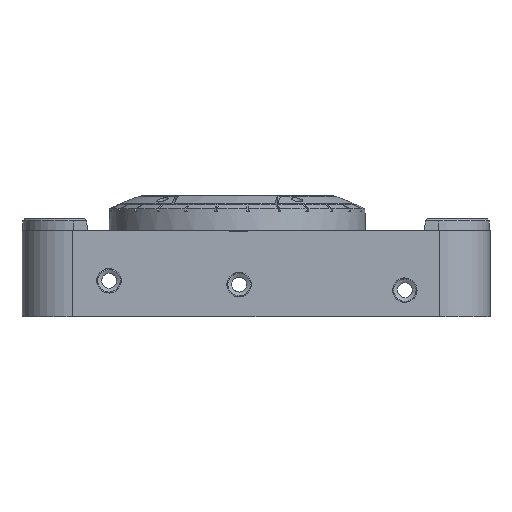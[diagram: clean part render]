
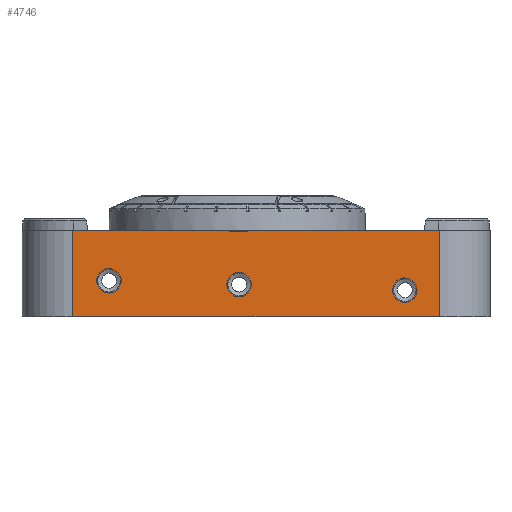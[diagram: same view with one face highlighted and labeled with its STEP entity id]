
A CAD part, left-side view. The second image highlights one B-rep face of the part: STEP entity #4746.
In plain terms, the highlighted planar face has unit normal (-1, 0, 0).
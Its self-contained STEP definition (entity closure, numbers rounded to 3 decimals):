
#3133=FACE_BOUND('',#7550,.T.);
#3134=FACE_BOUND('',#7551,.T.);
#3135=FACE_BOUND('',#7552,.T.);
#3136=FACE_BOUND('',#7553,.T.);
#3137=FACE_BOUND('',#7554,.T.);
#3138=FACE_BOUND('',#7555,.T.);
#3139=FACE_BOUND('',#7556,.T.);
#3819=CIRCLE('',#22472,6.55);
#3820=CIRCLE('',#22473,6.45);
#3821=CIRCLE('',#22474,6.55);
#3822=CIRCLE('',#22475,6.45);
#3823=CIRCLE('',#22476,6.55);
#3824=CIRCLE('',#22477,6.45);
#3825=CIRCLE('',#22478,6.);
#3826=CIRCLE('',#22479,6.);
#3827=CIRCLE('',#22480,6.);
#4746=ADVANCED_FACE('',(#3133,#3134,#3135,#3136,#3137,#3138,#3139),#5720,
 .F.);
#5720=PLANE('',#22481);
#7550=EDGE_LOOP('',(#10514,#10515,#10516,#10517));
#7551=EDGE_LOOP('',(#10518,#10519,#10520,#10521));
#7552=EDGE_LOOP('',(#10522,#10523,#10524,#10525));
#7553=EDGE_LOOP('',(#10526,#10527,#10528,#10529,#10530,#10531,#10532,#10533));
#7554=EDGE_LOOP('',(#10534));
#7555=EDGE_LOOP('',(#10535));
#7556=EDGE_LOOP('',(#10536));
#10514=ORIENTED_EDGE('',*,*,#17757,.F.);
#10515=ORIENTED_EDGE('',*,*,#17758,.T.);
#10516=ORIENTED_EDGE('',*,*,#17759,.F.);
#10517=ORIENTED_EDGE('',*,*,#17760,.F.);
#10518=ORIENTED_EDGE('',*,*,#17761,.F.);
#10519=ORIENTED_EDGE('',*,*,#17762,.T.);
#10520=ORIENTED_EDGE('',*,*,#17763,.F.);
#10521=ORIENTED_EDGE('',*,*,#17764,.F.);
#10522=ORIENTED_EDGE('',*,*,#17765,.F.);
#10523=ORIENTED_EDGE('',*,*,#17766,.T.);
#10524=ORIENTED_EDGE('',*,*,#17767,.F.);
#10525=ORIENTED_EDGE('',*,*,#17768,.F.);
#10526=ORIENTED_EDGE('',*,*,#17769,.F.);
#10527=ORIENTED_EDGE('',*,*,#17544,.T.);
#10528=ORIENTED_EDGE('',*,*,#17731,.T.);
#10529=ORIENTED_EDGE('',*,*,#17656,.F.);
#10530=ORIENTED_EDGE('',*,*,#17733,.T.);
#10531=ORIENTED_EDGE('',*,*,#17404,.T.);
#10532=ORIENTED_EDGE('',*,*,#17770,.T.);
#10533=ORIENTED_EDGE('',*,*,#17771,.F.);
#10534=ORIENTED_EDGE('',*,*,#17772,.F.);
#10535=ORIENTED_EDGE('',*,*,#17773,.F.);
#10536=ORIENTED_EDGE('',*,*,#17774,.F.);
#15214=VERTEX_POINT('',#33640);
#15215=VERTEX_POINT('',#33642);
#15354=VERTEX_POINT('',#34082);
#15355=VERTEX_POINT('',#34084);
#15466=VERTEX_POINT('',#34459);
#15467=VERTEX_POINT('',#34461);
#15552=VERTEX_POINT('',#34710);
#15553=VERTEX_POINT('',#34711);
#15554=VERTEX_POINT('',#34713);
#15555=VERTEX_POINT('',#34715);
#15556=VERTEX_POINT('',#34718);
#15557=VERTEX_POINT('',#34719);
#15558=VERTEX_POINT('',#34721);
#15559=VERTEX_POINT('',#34723);
#15560=VERTEX_POINT('',#34726);
#15561=VERTEX_POINT('',#34727);
#15562=VERTEX_POINT('',#34729);
#15563=VERTEX_POINT('',#34731);
#15564=VERTEX_POINT('',#34734);
#15565=VERTEX_POINT('',#34736);
#15566=VERTEX_POINT('',#34739);
#15567=VERTEX_POINT('',#34741);
#15568=VERTEX_POINT('',#34743);
#17404=EDGE_CURVE('',#15215,#15214,#19855,.T.);
#17544=EDGE_CURVE('',#15355,#15354,#19935,.T.);
#17656=EDGE_CURVE('',#15466,#15467,#19958,.T.);
#17731=EDGE_CURVE('',#15354,#15467,#19985,.T.);
#17733=EDGE_CURVE('',#15466,#15215,#19987,.T.);
#17757=EDGE_CURVE('',#15552,#15553,#3819,.T.);
#17758=EDGE_CURVE('',#15552,#15554,#20002,.T.);
#17759=EDGE_CURVE('',#15555,#15554,#3820,.T.);
#17760=EDGE_CURVE('',#15553,#15555,#20003,.T.);
#17761=EDGE_CURVE('',#15556,#15557,#3821,.T.);
#17762=EDGE_CURVE('',#15556,#15558,#20004,.T.);
#17763=EDGE_CURVE('',#15559,#15558,#3822,.T.);
#17764=EDGE_CURVE('',#15557,#15559,#20005,.T.);
#17765=EDGE_CURVE('',#15560,#15561,#3823,.T.);
#17766=EDGE_CURVE('',#15560,#15562,#20006,.T.);
#17767=EDGE_CURVE('',#15563,#15562,#3824,.T.);
#17768=EDGE_CURVE('',#15561,#15563,#20007,.T.);
#17769=EDGE_CURVE('',#15355,#15564,#20008,.T.);
#17770=EDGE_CURVE('',#15214,#15565,#20009,.T.);
#17771=EDGE_CURVE('',#15564,#15565,#20010,.T.);
#17772=EDGE_CURVE('',#15566,#15566,#3825,.T.);
#17773=EDGE_CURVE('',#15567,#15567,#3826,.T.);
#17774=EDGE_CURVE('',#15568,#15568,#3827,.T.);
#19855=LINE('',#33641,#20917);
#19935=LINE('',#34083,#20997);
#19958=LINE('',#34460,#21020);
#19985=LINE('',#34660,#21047);
#19987=LINE('',#34663,#21049);
#20002=LINE('',#34712,#21064);
#20003=LINE('',#34716,#21065);
#20004=LINE('',#34720,#21066);
#20005=LINE('',#34724,#21067);
#20006=LINE('',#34728,#21068);
#20007=LINE('',#34732,#21069);
#20008=LINE('',#34733,#21070);
#20009=LINE('',#34735,#21071);
#20010=LINE('',#34737,#21072);
#20917=VECTOR('',#25197,1.);
#20997=VECTOR('',#25377,1.);
#21020=VECTOR('',#25550,1.);
#21047=VECTOR('',#25679,1.);
#21049=VECTOR('',#25683,1.);
#21064=VECTOR('',#25728,1.);
#21065=VECTOR('',#25731,1.);
#21066=VECTOR('',#25734,1.);
#21067=VECTOR('',#25737,1.);
#21068=VECTOR('',#25740,1.);
#21069=VECTOR('',#25743,1.);
#21070=VECTOR('',#25744,1.);
#21071=VECTOR('',#25745,1.);
#21072=VECTOR('',#25746,1.);
#22472=AXIS2_PLACEMENT_3D('',#34709,#25726,#25727);
#22473=AXIS2_PLACEMENT_3D('',#34714,#25729,#25730);
#22474=AXIS2_PLACEMENT_3D('',#34717,#25732,#25733);
#22475=AXIS2_PLACEMENT_3D('',#34722,#25735,#25736);
#22476=AXIS2_PLACEMENT_3D('',#34725,#25738,#25739);
#22477=AXIS2_PLACEMENT_3D('',#34730,#25741,#25742);
#22478=AXIS2_PLACEMENT_3D('',#34738,#25747,#25748);
#22479=AXIS2_PLACEMENT_3D('',#34740,#25749,#25750);
#22480=AXIS2_PLACEMENT_3D('',#34742,#25751,#25752);
#22481=AXIS2_PLACEMENT_3D('',#34744,#25753,#25754);
#25197=DIRECTION('',(0.,1.,0.));
#25377=DIRECTION('',(0.,1.,0.));
#25550=DIRECTION('',(0.,1.,0.));
#25679=DIRECTION('',(0.,0.,-1.));
#25683=DIRECTION('',(0.,0.,1.));
#25726=DIRECTION('',(-1.,0.,0.));
#25727=DIRECTION('',(0.,0.,-1.));
#25728=DIRECTION('',(0.,0.,-1.));
#25729=DIRECTION('',(1.,0.,0.));
#25730=DIRECTION('',(0.,0.,-1.));
#25731=DIRECTION('',(0.,1.,0.));
#25732=DIRECTION('',(-1.,0.,0.));
#25733=DIRECTION('',(0.,0.,-1.));
#25734=DIRECTION('',(0.,0.,-1.));
#25735=DIRECTION('',(1.,0.,0.));
#25736=DIRECTION('',(0.,0.,-1.));
#25737=DIRECTION('',(0.,1.,0.));
#25738=DIRECTION('',(-1.,0.,0.));
#25739=DIRECTION('',(0.,0.,-1.));
#25740=DIRECTION('',(0.,0.,-1.));
#25741=DIRECTION('',(1.,0.,0.));
#25742=DIRECTION('',(0.,0.,-1.));
#25743=DIRECTION('',(0.,1.,0.));
#25744=DIRECTION('',(0.,0.,-1.));
#25745=DIRECTION('',(0.,0.,-1.));
#25746=DIRECTION('',(0.,-1.,0.));
#25747=DIRECTION('',(-1.,0.,0.));
#25748=DIRECTION('',(0.,0.,-1.));
#25749=DIRECTION('',(-1.,0.,0.));
#25750=DIRECTION('',(0.,0.,-1.));
#25751=DIRECTION('',(-1.,0.,0.));
#25752=DIRECTION('',(0.,0.,-1.));
#25753=DIRECTION('',(1.,0.,0.));
#25754=DIRECTION('',(0.,0.,-1.));
#33640=CARTESIAN_POINT('',(-210.,14.362,-0.002));
#33641=CARTESIAN_POINT('',(-210.,20.,-0.001));
#33642=CARTESIAN_POINT('',(-210.,-88.,-0.001));
#34082=CARTESIAN_POINT('',(-210.,108.,-0.001));
#34083=CARTESIAN_POINT('',(-210.,20.,-0.001));
#34084=CARTESIAN_POINT('',(-210.,24.362,-0.002));
#34459=CARTESIAN_POINT('',(-210.,-88.,-46.002));
#34460=CARTESIAN_POINT('',(-210.,20.,-46.002));
#34461=CARTESIAN_POINT('',(-210.,108.,-46.002));
#34660=CARTESIAN_POINT('',(-210.,108.,16.033));
#34663=CARTESIAN_POINT('',(-210.,-88.,16.033));
#34709=CARTESIAN_POINT('',(-210.,-69.5,-31.75));
#34710=CARTESIAN_POINT('',(-210.,-69.5,-25.2));
#34711=CARTESIAN_POINT('',(-210.,-76.05,-31.75));
#34712=CARTESIAN_POINT('',(-210.,-69.5,-31.75));
#34713=CARTESIAN_POINT('',(-210.,-69.5,-25.3));
#34714=CARTESIAN_POINT('',(-210.,-69.5,-31.75));
#34715=CARTESIAN_POINT('',(-210.,-75.95,-31.75));
#34716=CARTESIAN_POINT('',(-210.,-69.5,-31.75));
#34717=CARTESIAN_POINT('',(-210.,88.5,-26.75));
#34718=CARTESIAN_POINT('',(-210.,88.5,-20.2));
#34719=CARTESIAN_POINT('',(-210.,81.95,-26.75));
#34720=CARTESIAN_POINT('',(-210.,88.5,-26.75));
#34721=CARTESIAN_POINT('',(-210.,88.5,-20.3));
#34722=CARTESIAN_POINT('',(-210.,88.5,-26.75));
#34723=CARTESIAN_POINT('',(-210.,82.05,-26.75));
#34724=CARTESIAN_POINT('',(-210.,88.5,-26.75));
#34725=CARTESIAN_POINT('',(-210.,19.,-28.75));
#34726=CARTESIAN_POINT('',(-210.,19.,-22.2));
#34727=CARTESIAN_POINT('',(-210.,12.45,-28.75));
#34728=CARTESIAN_POINT('',(-210.,19.,-28.75));
#34729=CARTESIAN_POINT('',(-210.,19.,-22.3));
#34730=CARTESIAN_POINT('',(-210.,19.,-28.75));
#34731=CARTESIAN_POINT('',(-210.,12.55,-28.75));
#34732=CARTESIAN_POINT('',(-210.,19.,-28.75));
#34733=CARTESIAN_POINT('',(-210.,24.362,16.033));
#34734=CARTESIAN_POINT('',(-210.,24.362,-0.152));
#34735=CARTESIAN_POINT('',(-210.,14.362,16.033));
#34736=CARTESIAN_POINT('',(-210.,14.362,-0.152));
#34737=CARTESIAN_POINT('',(-210.,20.,-0.151));
#34738=CARTESIAN_POINT('',(-210.,19.,-28.75));
#34739=CARTESIAN_POINT('',(-210.,19.,-34.75));
#34740=CARTESIAN_POINT('',(-210.,88.5,-26.75));
#34741=CARTESIAN_POINT('',(-210.,88.5,-32.75));
#34742=CARTESIAN_POINT('',(-210.,-69.5,-31.75));
#34743=CARTESIAN_POINT('',(-210.,-69.5,-37.75));
#34744=CARTESIAN_POINT('',(-210.,20.,16.033));
